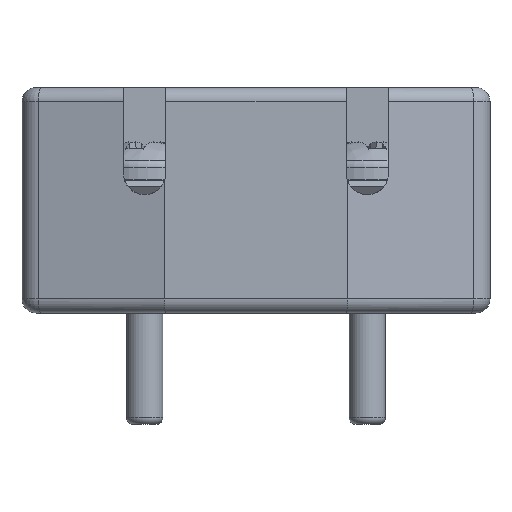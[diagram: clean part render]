
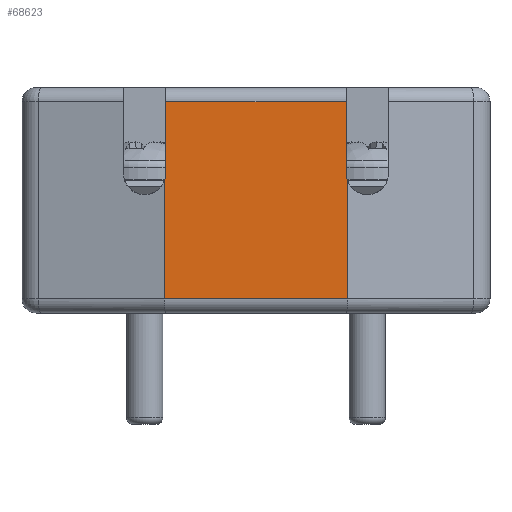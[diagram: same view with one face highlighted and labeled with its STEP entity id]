
A CAD part, left-side view. The second image highlights one B-rep face of the part: STEP entity #68623.
In plain terms, the highlighted planar face has unit normal (-1, 0, 0).
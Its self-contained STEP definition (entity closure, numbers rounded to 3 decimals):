
#135 = DIRECTION ( 'NONE',  ( 0., 0., 1. ) ) ;
#2705 = CARTESIAN_POINT ( 'NONE',  ( -20.5, 3.2, 3.5 ) ) ;
#9579 = VERTEX_POINT ( 'NONE', #10583 ) ;
#10104 = AXIS2_PLACEMENT_3D ( 'NONE', #52178, #59158, #135 ) ;
#10156 = VECTOR ( 'NONE', #56615, 1000. ) ;
#10583 = CARTESIAN_POINT ( 'NONE',  ( -20.5, -3.2, 0.95 ) ) ;
#10833 = VECTOR ( 'NONE', #43166, 1000. ) ;
#10932 = FACE_OUTER_BOUND ( 'NONE', #37590, .T. ) ;
#13183 = VECTOR ( 'NONE', #17501, 1000. ) ;
#13287 = CARTESIAN_POINT ( 'NONE',  ( -20.5, -3.25, 0.681 ) ) ;
#14984 = ORIENTED_EDGE ( 'NONE', *, *, #73851, .T. ) ;
#15109 = DIRECTION ( 'NONE',  ( 0., 0., 1. ) ) ;
#15358 = CIRCLE ( 'NONE', #57487, 0.75 ) ;
#17496 = ORIENTED_EDGE ( 'NONE', *, *, #81380, .T. ) ;
#17501 = DIRECTION ( 'NONE',  ( 0., 1., 0. ) ) ;
#18426 = VECTOR ( 'NONE', #29707, 1000. ) ;
#22839 = LINE ( 'NONE', #56000, #37335 ) ;
#27775 = LINE ( 'NONE', #57321, #13183 ) ;
#27905 = DIRECTION ( 'NONE',  ( 1., 0., 0. ) ) ;
#28565 = ORIENTED_EDGE ( 'NONE', *, *, #83518, .F. ) ;
#29707 = DIRECTION ( 'NONE',  ( 0., -1., 0. ) ) ;
#30661 = ORIENTED_EDGE ( 'NONE', *, *, #32460, .F. ) ;
#30967 = CARTESIAN_POINT ( 'NONE',  ( -20.5, -3.2, 4. ) ) ;
#32251 = CARTESIAN_POINT ( 'NONE',  ( -20.5, 3.25, -3.5 ) ) ;
#32460 = EDGE_CURVE ( 'NONE', #44443, #33626, #22839, .T. ) ;
#32553 = VERTEX_POINT ( 'NONE', #36213 ) ;
#33626 = VERTEX_POINT ( 'NONE', #41649 ) ;
#36213 = CARTESIAN_POINT ( 'NONE',  ( -20.5, 3.25, 0.681 ) ) ;
#37335 = VECTOR ( 'NONE', #76074, 1000. ) ;
#37378 = EDGE_CURVE ( 'NONE', #32553, #55611, #51895, .T. ) ;
#37590 = EDGE_LOOP ( 'NONE', ( #30661, #55624, #14984, #57772, #28565, #17496, #73412, #71308 ) ) ;
#40057 = CIRCLE ( 'NONE', #47425, 0.75 ) ;
#40899 = CARTESIAN_POINT ( 'NONE',  ( -20.5, -3.95, 0.95 ) ) ;
#41649 = CARTESIAN_POINT ( 'NONE',  ( -20.5, -3.25, -3.5 ) ) ;
#43166 = DIRECTION ( 'NONE',  ( 0., 0., 1. ) ) ;
#44443 = VERTEX_POINT ( 'NONE', #13287 ) ;
#46841 = EDGE_CURVE ( 'NONE', #55611, #33626, #74598, .T. ) ;
#47425 = AXIS2_PLACEMENT_3D ( 'NONE', #40899, #75216, #67688 ) ;
#47576 = VERTEX_POINT ( 'NONE', #2705 ) ;
#47877 = EDGE_CURVE ( 'NONE', #77818, #47576, #27775, .T. ) ;
#51895 = LINE ( 'NONE', #77693, #74764 ) ;
#52178 = CARTESIAN_POINT ( 'NONE',  ( -20.5, 0., 4. ) ) ;
#52833 = LINE ( 'NONE', #63319, #10156 ) ;
#55611 = VERTEX_POINT ( 'NONE', #32251 ) ;
#55624 = ORIENTED_EDGE ( 'NONE', *, *, #67397, .T. ) ;
#56000 = CARTESIAN_POINT ( 'NONE',  ( -20.5, -3.25, 4. ) ) ;
#56615 = DIRECTION ( 'NONE',  ( 0., 0., 1. ) ) ;
#57321 = CARTESIAN_POINT ( 'NONE',  ( -20.5, 0., 3.5 ) ) ;
#57487 = AXIS2_PLACEMENT_3D ( 'NONE', #80832, #27905, #15109 ) ;
#57772 = ORIENTED_EDGE ( 'NONE', *, *, #47877, .T. ) ;
#58765 = CARTESIAN_POINT ( 'NONE',  ( -20.5, 3.2, 0.95 ) ) ;
#59158 = DIRECTION ( 'NONE',  ( -1., 0., 0. ) ) ;
#63319 = CARTESIAN_POINT ( 'NONE',  ( -20.5, 3.2, 4. ) ) ;
#67397 = EDGE_CURVE ( 'NONE', #44443, #9579, #40057, .T. ) ;
#67688 = DIRECTION ( 'NONE',  ( 0., 0., 1. ) ) ;
#68623 = ADVANCED_FACE ( 'NONE', ( #10932 ), #79802, .T. ) ;
#71308 = ORIENTED_EDGE ( 'NONE', *, *, #46841, .T. ) ;
#72299 = LINE ( 'NONE', #30967, #10833 ) ;
#73412 = ORIENTED_EDGE ( 'NONE', *, *, #37378, .T. ) ;
#73851 = EDGE_CURVE ( 'NONE', #9579, #77818, #72299, .T. ) ;
#74598 = LINE ( 'NONE', #76815, #18426 ) ;
#74764 = VECTOR ( 'NONE', #83915, 1000. ) ;
#75216 = DIRECTION ( 'NONE',  ( 1., 0., 0. ) ) ;
#76074 = DIRECTION ( 'NONE',  ( 0., 0., -1. ) ) ;
#76815 = CARTESIAN_POINT ( 'NONE',  ( -20.5, -3.25, -3.5 ) ) ;
#77089 = CARTESIAN_POINT ( 'NONE',  ( -20.5, -3.2, 3.5 ) ) ;
#77693 = CARTESIAN_POINT ( 'NONE',  ( -20.5, 3.25, 4. ) ) ;
#77818 = VERTEX_POINT ( 'NONE', #77089 ) ;
#79096 = VERTEX_POINT ( 'NONE', #58765 ) ;
#79802 = PLANE ( 'NONE',  #10104 ) ;
#80832 = CARTESIAN_POINT ( 'NONE',  ( -20.5, 3.95, 0.95 ) ) ;
#81380 = EDGE_CURVE ( 'NONE', #79096, #32553, #15358, .T. ) ;
#83518 = EDGE_CURVE ( 'NONE', #79096, #47576, #52833, .T. ) ;
#83915 = DIRECTION ( 'NONE',  ( 0., 0., -1. ) ) ;
